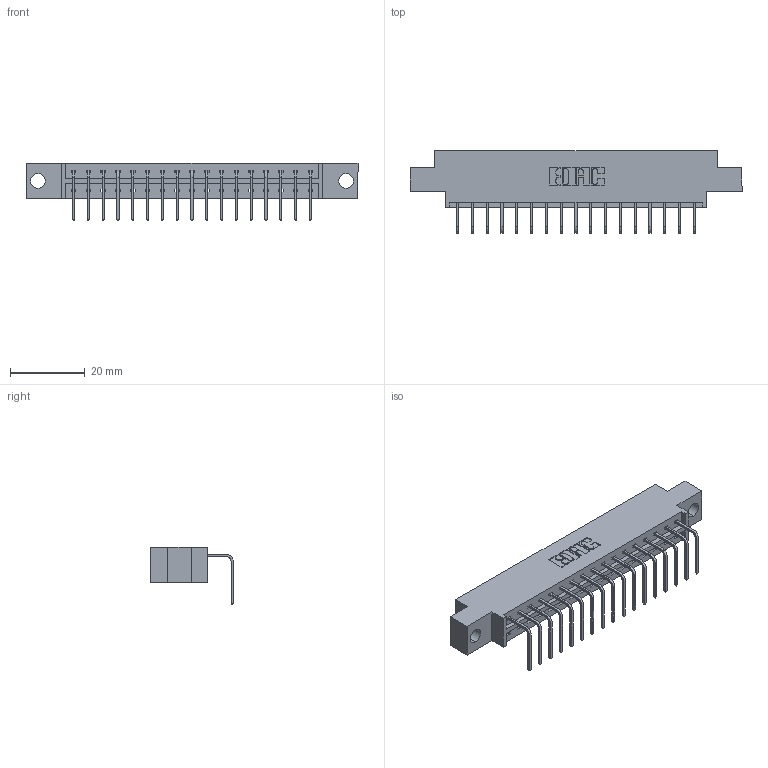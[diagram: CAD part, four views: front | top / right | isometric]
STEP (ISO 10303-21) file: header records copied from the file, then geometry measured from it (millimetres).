
FILE_DESCRIPTION (( 'STEP AP203' ), '1' );
FILE_NAME ('833-017-558-604.STEP', '2020-05-31T20:33:24', ( '' ), ( '' ), 'SwSTEP 2.0', 'SolidWorks 2020', '' );
FILE_SCHEMA (( 'CONFIG_CONTROL_DESIGN' ));
Length unit declared in the file: inch
Products named in the file (3): 833-017-558-604; 345-292-001_558 Tail - 2; 833 Part_Offset - .156 Dia - TH
Assembly tree (18 placements, depth 2):
  833-017-558-604
    833 Part_Offset - .156 Dia - TH
    345-292-001_558 Tail - 2  x17
Bounding box: 88.9 x 22.17 x 15.37 mm (x, y, z)
Volume: 8471.8 mm3; surface area: 9343.4 mm2
Topology: 18 solids, 18 shells, 1138 faces, 3417 edges, 2254 vertices
Faces by surface type: plane 822, cylinder 316
Entity records: 13845 total; most frequent: CARTESIAN_POINT 2401, ORIENTED_EDGE 2354, DIRECTION 2075, EDGE_CURVE 1177, LINE 1049, VECTOR 1049, VERTEX_POINT 782, AXIS2_PLACEMENT_3D 513
